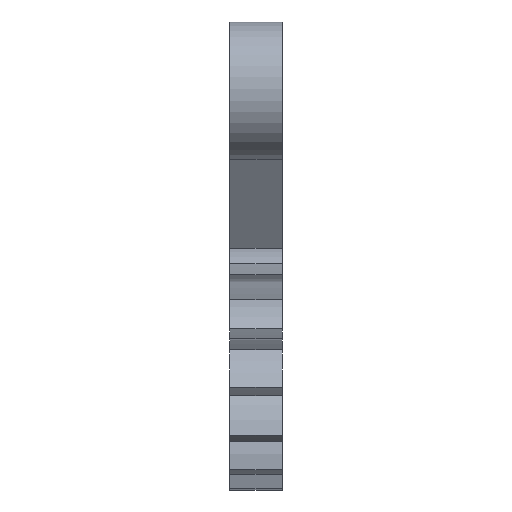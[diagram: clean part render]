
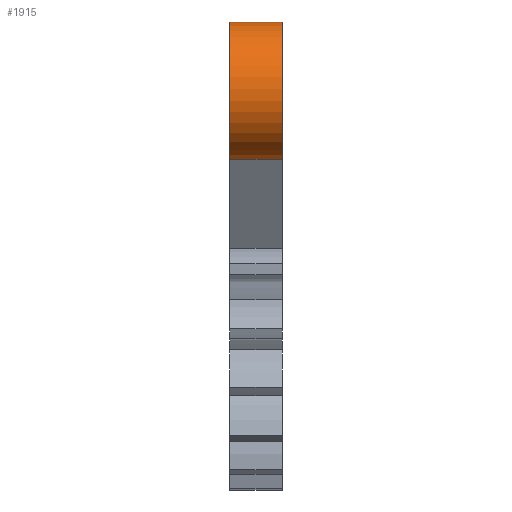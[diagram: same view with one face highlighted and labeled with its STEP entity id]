
A CAD part, left-side view. The second image highlights one B-rep face of the part: STEP entity #1915.
In plain terms, the highlighted cylindrical face has radius 4 mm (diameter 8 mm), a partial arc.
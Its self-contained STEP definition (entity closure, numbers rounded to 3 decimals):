
#27 = CARTESIAN_POINT ( 'NONE',  ( -41.892, 0., 4.376 ) ) ;
#72 = CARTESIAN_POINT ( 'NONE',  ( -40.856, 0., 12.239 ) ) ;
#115 = DIRECTION ( 'NONE',  ( 0., 0., 1. ) ) ;
#144 = CIRCLE ( 'NONE', #2056, 4. ) ;
#162 = EDGE_CURVE ( 'NONE', #741, #1268, #461, .T. ) ;
#181 = AXIS2_PLACEMENT_3D ( 'NONE', #1851, #390, #1890 ) ;
#295 = EDGE_CURVE ( 'NONE', #612, #418, #687, .T. ) ;
#297 = EDGE_CURVE ( 'NONE', #418, #1268, #531, .T. ) ;
#311 = ORIENTED_EDGE ( 'NONE', *, *, #162, .T. ) ;
#390 = DIRECTION ( 'NONE',  ( 0., 1., 0. ) ) ;
#402 = VECTOR ( 'NONE', #2037, 1000. ) ;
#418 = VERTEX_POINT ( 'NONE', #1909 ) ;
#461 = LINE ( 'NONE', #72, #402 ) ;
#531 = CIRCLE ( 'NONE', #1809, 4. ) ;
#612 = VERTEX_POINT ( 'NONE', #27 ) ;
#678 = CARTESIAN_POINT ( 'NONE',  ( -40.856, 0., 8.239 ) ) ;
#687 = LINE ( 'NONE', #1076, #1495 ) ;
#741 = VERTEX_POINT ( 'NONE', #1005 ) ;
#805 = ORIENTED_EDGE ( 'NONE', *, *, #295, .F. ) ;
#871 = CYLINDRICAL_SURFACE ( 'NONE', #181, 4. ) ;
#936 = ORIENTED_EDGE ( 'NONE', *, *, #297, .F. ) ;
#1005 = CARTESIAN_POINT ( 'NONE',  ( -40.856, 0., 12.239 ) ) ;
#1076 = CARTESIAN_POINT ( 'NONE',  ( -41.892, 0., 4.376 ) ) ;
#1085 = CARTESIAN_POINT ( 'NONE',  ( -40.856, 3., 8.239 ) ) ;
#1088 = ORIENTED_EDGE ( 'NONE', *, *, #1270, .T. ) ;
#1162 = DIRECTION ( 'NONE',  ( 0., 1., 0. ) ) ;
#1261 = DIRECTION ( 'NONE',  ( 0., 1., 0. ) ) ;
#1268 = VERTEX_POINT ( 'NONE', #1338 ) ;
#1270 = EDGE_CURVE ( 'NONE', #612, #741, #144, .T. ) ;
#1337 = FACE_OUTER_BOUND ( 'NONE', #1512, .T. ) ;
#1338 = CARTESIAN_POINT ( 'NONE',  ( -40.856, 3., 12.239 ) ) ;
#1495 = VECTOR ( 'NONE', #2064, 1000. ) ;
#1512 = EDGE_LOOP ( 'NONE', ( #1088, #311, #936, #805 ) ) ;
#1809 = AXIS2_PLACEMENT_3D ( 'NONE', #1085, #1261, #115 ) ;
#1851 = CARTESIAN_POINT ( 'NONE',  ( -40.856, 0., 8.239 ) ) ;
#1890 = DIRECTION ( 'NONE',  ( 0., 0., 1. ) ) ;
#1909 = CARTESIAN_POINT ( 'NONE',  ( -41.892, 3., 4.376 ) ) ;
#1915 = ADVANCED_FACE ( 'NONE', ( #1337 ), #871, .T. ) ;
#1991 = DIRECTION ( 'NONE',  ( 0., 0., 1. ) ) ;
#2037 = DIRECTION ( 'NONE',  ( 0., 1., 0. ) ) ;
#2056 = AXIS2_PLACEMENT_3D ( 'NONE', #678, #1162, #1991 ) ;
#2064 = DIRECTION ( 'NONE',  ( 0., 1., 0. ) ) ;
